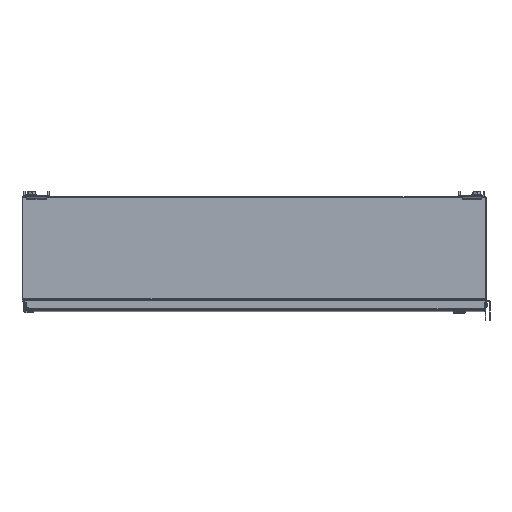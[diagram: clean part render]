
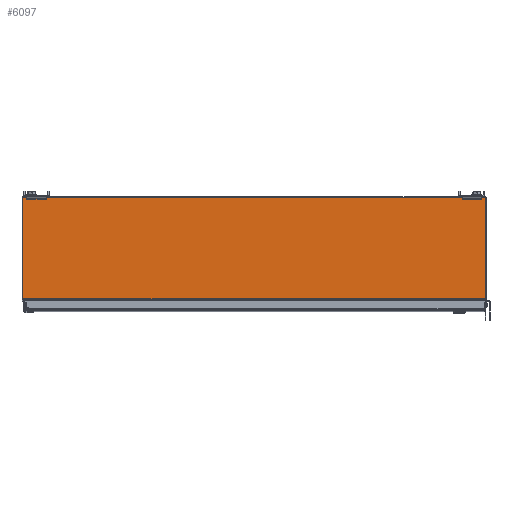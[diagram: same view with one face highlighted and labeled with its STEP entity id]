
A CAD part, top view. The second image highlights one B-rep face of the part: STEP entity #6097.
In plain terms, the highlighted planar face has unit normal (0, 0, 1).
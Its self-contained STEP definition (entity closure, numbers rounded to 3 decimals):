
#6097 = ADVANCED_FACE( '', ( #13791 ), #13792, .T. );
#13791 = FACE_OUTER_BOUND( '', #30661, .T. );
#13792 = PLANE( '', #30662 );
#30661 = EDGE_LOOP( '', ( #71871, #71872, #71873, #71874 ) );
#30662 = AXIS2_PLACEMENT_3D( '', #71875, #71876, #71877 );
#71871 = ORIENTED_EDGE( '', *, *, #96964, .T. );
#71872 = ORIENTED_EDGE( '', *, *, #99623, .T. );
#71873 = ORIENTED_EDGE( '', *, *, #99624, .T. );
#71874 = ORIENTED_EDGE( '', *, *, #99625, .T. );
#71875 = CARTESIAN_POINT( '', ( 0., 0., 0. ) );
#71876 = DIRECTION( '', ( 0., 0., 1. ) );
#71877 = DIRECTION( '', ( 1., 0., 0. ) );
#96964 = EDGE_CURVE( '', #108406, #108404, #108407, .T. );
#99623 = EDGE_CURVE( '', #108404, #112877, #112878, .T. );
#99624 = EDGE_CURVE( '', #112877, #112879, #112880, .T. );
#99625 = EDGE_CURVE( '', #112879, #108406, #112881, .T. );
#108404 = VERTEX_POINT( '', #127455 );
#108406 = VERTEX_POINT( '', #127457 );
#108407 = LINE( '', #127458, #127459 );
#112877 = VERTEX_POINT( '', #139758 );
#112878 = LINE( '', #139759, #139760 );
#112879 = VERTEX_POINT( '', #139761 );
#112880 = LINE( '', #139762, #139763 );
#112881 = LINE( '', #139764, #139765 );
#127455 = CARTESIAN_POINT( '', ( -455.676, -98.501, 0. ) );
#127457 = CARTESIAN_POINT( '', ( -455.676, 100.838, 0. ) );
#127458 = CARTESIAN_POINT( '', ( -455.676, 100.838, 0. ) );
#127459 = VECTOR( '', #160394, 1000. );
#139758 = CARTESIAN_POINT( '', ( 455.676, -98.501, 0. ) );
#139759 = CARTESIAN_POINT( '', ( -455.676, -98.501, 0. ) );
#139760 = VECTOR( '', #162137, 1000. );
#139761 = CARTESIAN_POINT( '', ( 455.676, 100.838, 0. ) );
#139762 = CARTESIAN_POINT( '', ( 455.676, -100.838, 0. ) );
#139763 = VECTOR( '', #162138, 1000. );
#139764 = CARTESIAN_POINT( '', ( 455.676, 100.838, 0. ) );
#139765 = VECTOR( '', #162139, 1000. );
#160394 = DIRECTION( '', ( 0., -1., 0. ) );
#162137 = DIRECTION( '', ( 1., 0., 0. ) );
#162138 = DIRECTION( '', ( 0., 1., 0. ) );
#162139 = DIRECTION( '', ( -1., 0., 0. ) );
